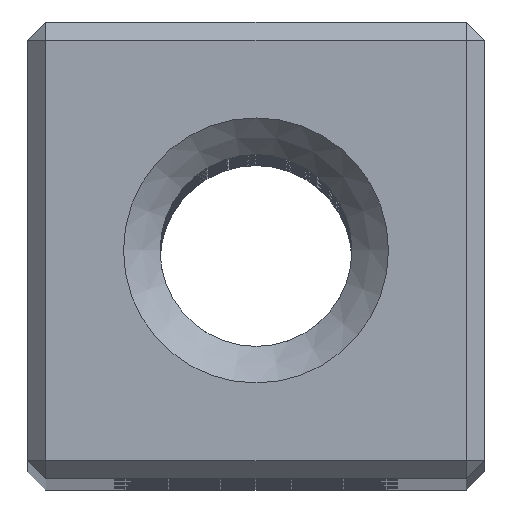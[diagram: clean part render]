
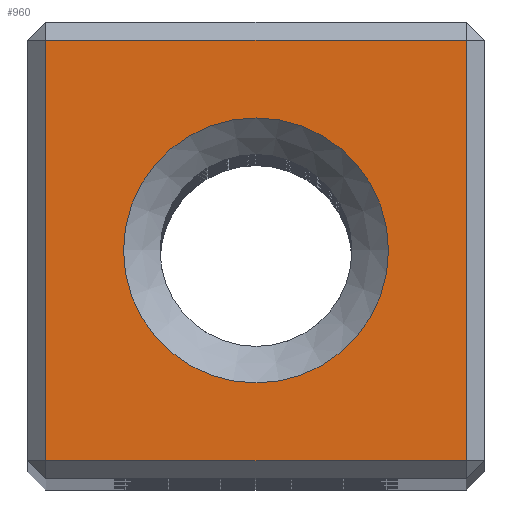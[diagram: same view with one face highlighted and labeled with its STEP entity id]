
A CAD part, top view. The second image highlights one B-rep face of the part: STEP entity #960.
In plain terms, the highlighted planar face has unit normal (0, 0, 1).
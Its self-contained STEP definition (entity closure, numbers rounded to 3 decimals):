
#278 = VERTEX_POINT('',#279);
#279 = CARTESIAN_POINT('',(4.6,-4.6,140.));
#287 = VERTEX_POINT('',#288);
#288 = CARTESIAN_POINT('',(4.6,4.6,140.));
#294 = EDGE_CURVE('',#278,#287,#295,.T.);
#295 = LINE('',#296,#297);
#296 = CARTESIAN_POINT('',(4.6,-5.,140.));
#297 = VECTOR('',#298,1.);
#298 = DIRECTION('',(0.,1.,0.));
#960 = ADVANCED_FACE('',(#961,#972),#997,.T.);
#961 = FACE_BOUND('',#962,.T.);
#962 = EDGE_LOOP('',(#963));
#963 = ORIENTED_EDGE('',*,*,#964,.F.);
#964 = EDGE_CURVE('',#965,#965,#967,.T.);
#965 = VERTEX_POINT('',#966);
#966 = CARTESIAN_POINT('',(2.9,0.,140.));
#967 = CIRCLE('',#968,2.9);
#968 = AXIS2_PLACEMENT_3D('',#969,#970,#971);
#969 = CARTESIAN_POINT('',(0.,0.,140.));
#970 = DIRECTION('',(0.,0.,1.));
#971 = DIRECTION('',(1.,0.,0.));
#972 = FACE_BOUND('',#973,.T.);
#973 = EDGE_LOOP('',(#974,#982,#990,#996));
#974 = ORIENTED_EDGE('',*,*,#975,.T.);
#975 = EDGE_CURVE('',#287,#976,#978,.T.);
#976 = VERTEX_POINT('',#977);
#977 = CARTESIAN_POINT('',(-4.6,4.6,140.));
#978 = LINE('',#979,#980);
#979 = CARTESIAN_POINT('',(5.,4.6,140.));
#980 = VECTOR('',#981,1.);
#981 = DIRECTION('',(-1.,0.,0.));
#982 = ORIENTED_EDGE('',*,*,#983,.T.);
#983 = EDGE_CURVE('',#976,#984,#986,.T.);
#984 = VERTEX_POINT('',#985);
#985 = CARTESIAN_POINT('',(-4.6,-4.6,140.));
#986 = LINE('',#987,#988);
#987 = CARTESIAN_POINT('',(-4.6,5.,140.));
#988 = VECTOR('',#989,1.);
#989 = DIRECTION('',(0.,-1.,0.));
#990 = ORIENTED_EDGE('',*,*,#991,.T.);
#991 = EDGE_CURVE('',#984,#278,#992,.T.);
#992 = LINE('',#993,#994);
#993 = CARTESIAN_POINT('',(-5.,-4.6,140.));
#994 = VECTOR('',#995,1.);
#995 = DIRECTION('',(1.,0.,0.));
#996 = ORIENTED_EDGE('',*,*,#294,.T.);
#997 = PLANE('',#998);
#998 = AXIS2_PLACEMENT_3D('',#999,#1000,#1001);
#999 = CARTESIAN_POINT('',(0.,0.,140.)
  );
#1000 = DIRECTION('',(0.,0.,1.));
#1001 = DIRECTION('',(1.,0.,0.));
